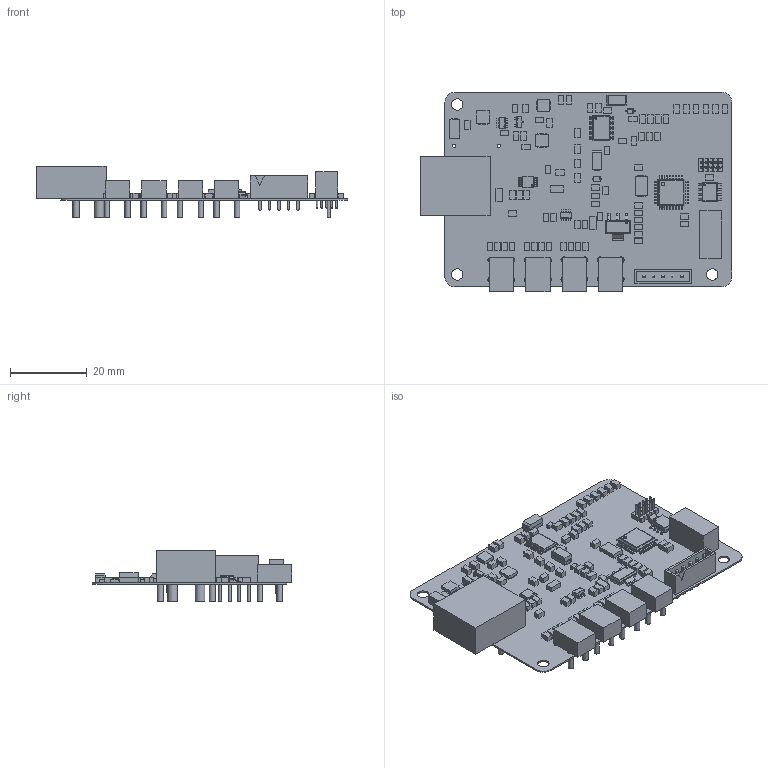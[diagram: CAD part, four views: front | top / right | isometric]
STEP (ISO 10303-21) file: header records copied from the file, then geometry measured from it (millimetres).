
FILE_DESCRIPTION(('Open CASCADE Model'),'2;1');
FILE_NAME('Open CASCADE Shape Model','2020-11-28T17:16:50',('Author'),( 'Open CASCADE'),'Open CASCADE STEP processor 6.8','Open CASCADE 6.8' ,'Unknown');
FILE_SCHEMA(('AUTOMOTIVE_DESIGN { 1 0 10303 214 1 1 1 1 }'));
Length unit declared in the file: millimetre
Products named in the file (185): PCB; Board; Open CASCADE STEP translator 6.8 7.1.1; J2; 5981793440; Body; Leads; R26; 5709468976; Extruded; R25; R24; R23; R16; R15; L5; C25; Y1; 5981788160; Pins; U3; 5981788000; PinsArrayLR; L4; 5709466816; J8; 5709391696; LeadsArray; J7; 5981788960; J6; 5981787280; C24; C18; J3; 5981793840; R22; U8; 5981787760; C44 ...
Assembly tree (267 placements, depth 4):
  PCB
    Board
      Open CASCADE STEP translator 6.8 7.1.1
    J2
      5981793440
        Body
        Leads  x4
    R26
      5709468976
        Extruded
    R25
      5709468976
        Extruded
    R24
      5709468976
        Extruded
    R23
      5709468976
        Extruded
    R16
      5709468976
        Extruded
    R15
      5709468976
        Extruded
    L5
      5709468976
        Extruded
    C25
      5709468976
        Extruded
    Y1
      5981788160
        Body
        Pins
    U3
      5981788000
        Body
        PinsArrayLR
    L4
      5709466816
        Extruded
    J8
      5709391696
        Body
        LeadsArray
    J7
      5981788960
        Body
        LeadsArray
    J6
      5981787280
        Body
        Leads  x4
    C24
      5709466816
        Extruded
    C18
      5709466816
        Extruded
Bounding box: 81.34 x 52.07 x 13.5 mm (x, y, z)
Volume: 6984.7 mm3; surface area: 15217.6 mm2
Topology: 329 solids, 329 shells, 2731 faces, 5916 edges, 3852 vertices
Faces by surface type: plane 2206, cylinder 505, cone 20
Full cylindrical faces by diameter (mm): 0.163 x1, 0.2 x2, 0.375 x1, 0.438 x1, 0.487 x1, 0.5 x10, 0.55 x1, 0.7 x10, 0.8 x16, 0.875 x1, 0.9 x2, 1 x4, 1.1 x5, 1.37 x64, 1.57 x16, 1.6 x2, 1.8 x2, 2.5 x2, 2.7 x2, 3 x3
Entity records: 62798 total; most frequent: DIRECTION 10189, CARTESIAN_POINT 10125, ORIENTED_EDGE 9478, EDGE_CURVE 4739, LINE 3921, VECTOR 3921, AXIS2_PLACEMENT_3D 3134, VERTEX_POINT 3070
